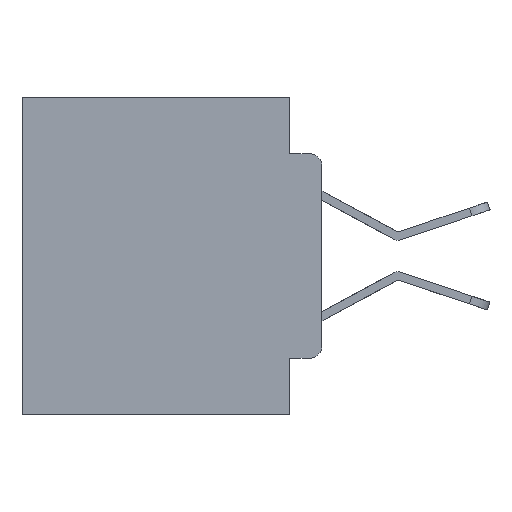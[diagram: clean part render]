
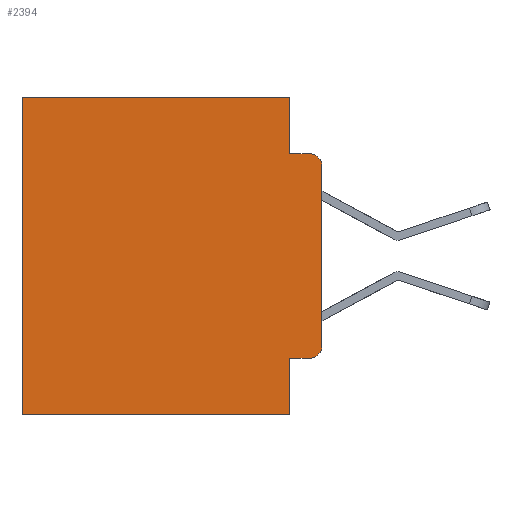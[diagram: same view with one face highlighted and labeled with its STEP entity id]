
A CAD part, left-side view. The second image highlights one B-rep face of the part: STEP entity #2394.
In plain terms, the highlighted planar face has unit normal (-1, 0, 0).
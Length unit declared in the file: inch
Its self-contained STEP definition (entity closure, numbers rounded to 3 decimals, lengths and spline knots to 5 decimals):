
#640 = EDGE_CURVE ( 'NONE', #1408, #3335, #3463, .T. ) ;
#933 = ORIENTED_EDGE ( 'NONE', *, *, #640, .F. ) ;
#976 = EDGE_CURVE ( 'NONE', #16397, #3335, #24522, .T. ) ;
#1256 = CARTESIAN_POINT ( 'NONE',  ( 0.298, 0., 0. ) ) ;
#1408 = VERTEX_POINT ( 'NONE', #18157 ) ;
#1616 = VERTEX_POINT ( 'NONE', #22041 ) ;
#2160 = EDGE_CURVE ( 'NONE', #17899, #1408, #13991, .T. ) ;
#2263 = CARTESIAN_POINT ( 'NONE',  ( 0.298, 0., 0. ) ) ;
#2324 = CARTESIAN_POINT ( 'NONE',  ( 0.298, 0., -0.1085 ) ) ;
#2382 = EDGE_CURVE ( 'NONE', #17883, #23097, #22969, .T. ) ;
#2394 = ADVANCED_FACE ( 'NONE', ( #5467 ), #13343, .F. ) ;
#2431 = EDGE_CURVE ( 'NONE', #14726, #24611, #4782, .T. ) ;
#2627 = EDGE_CURVE ( 'NONE', #14726, #1616, #14270, .T. ) ;
#2650 = VECTOR ( 'NONE', #10163, 39.37008 ) ;
#2705 = EDGE_CURVE ( 'NONE', #1616, #15305, #11667, .T. ) ;
#3062 = EDGE_CURVE ( 'NONE', #17899, #17883, #15191, .T. ) ;
#3070 = EDGE_CURVE ( 'NONE', #24611, #23097, #9058, .T. ) ;
#3241 = ORIENTED_EDGE ( 'NONE', *, *, #2382, .T. ) ;
#3321 = DIRECTION ( 'NONE',  ( 1., 0., 0. ) ) ;
#3335 = VERTEX_POINT ( 'NONE', #5142 ) ;
#3361 = DIRECTION ( 'NONE',  ( 0., 0., -1. ) ) ;
#3463 = LINE ( 'NONE', #4778, #13425 ) ;
#3528 = CARTESIAN_POINT ( 'NONE',  ( 0.298, 0., -0.3915 ) ) ;
#4028 = VECTOR ( 'NONE', #18386, 39.37008 ) ;
#4778 = CARTESIAN_POINT ( 'NONE',  ( 0.298, 0.051, -0.0885 ) ) ;
#4782 = LINE ( 'NONE', #16104, #20516 ) ;
#4826 = DIRECTION ( 'NONE',  ( 0., 0., -1. ) ) ;
#5142 = CARTESIAN_POINT ( 'NONE',  ( 0.298, 0.02, -0.0885 ) ) ;
#5467 = FACE_OUTER_BOUND ( 'NONE', #18211, .T. ) ;
#6073 = DIRECTION ( 'NONE',  ( -1., 0., 0. ) ) ;
#6106 = CARTESIAN_POINT ( 'NONE',  ( 0.298, 0.02, -0.3915 ) ) ;
#6307 = ORIENTED_EDGE ( 'NONE', *, *, #14055, .F. ) ;
#7198 = DIRECTION ( 'NONE',  ( 0., 0., -1. ) ) ;
#7305 = ORIENTED_EDGE ( 'NONE', *, *, #976, .T. ) ;
#7702 = ORIENTED_EDGE ( 'NONE', *, *, #2705, .T. ) ;
#8726 = ORIENTED_EDGE ( 'NONE', *, *, #2160, .F. ) ;
#9058 = LINE ( 'NONE', #16442, #19221 ) ;
#9411 = DIRECTION ( 'NONE',  ( -1., 0., 0. ) ) ;
#9619 = ORIENTED_EDGE ( 'NONE', *, *, #3070, .F. ) ;
#10163 = DIRECTION ( 'NONE',  ( 0., 0., -1. ) ) ;
#11667 = CIRCLE ( 'NONE', #21479, 0.02 ) ;
#11896 = CARTESIAN_POINT ( 'NONE',  ( 0.298, 0.473, -0.5 ) ) ;
#11925 = ORIENTED_EDGE ( 'NONE', *, *, #2431, .F. ) ;
#12040 = DIRECTION ( 'NONE',  ( 0., -1., 0. ) ) ;
#12119 = DIRECTION ( 'NONE',  ( 0., 0., -1. ) ) ;
#12408 = DIRECTION ( 'NONE',  ( 0., 0., -1. ) ) ;
#13343 = PLANE ( 'NONE',  #25853 ) ;
#13425 = VECTOR ( 'NONE', #19753, 39.37008 ) ;
#13649 = VECTOR ( 'NONE', #12119, 39.37008 ) ;
#13991 = LINE ( 'NONE', #23757, #2650 ) ;
#14055 = EDGE_CURVE ( 'NONE', #16397, #15305, #14913, .T. ) ;
#14194 = CARTESIAN_POINT ( 'NONE',  ( 0.298, 0.473, 0. ) ) ;
#14270 = LINE ( 'NONE', #20425, #18942 ) ;
#14414 = CARTESIAN_POINT ( 'NONE',  ( 0.298, 0., 0. ) ) ;
#14475 = ORIENTED_EDGE ( 'NONE', *, *, #3062, .T. ) ;
#14726 = VERTEX_POINT ( 'NONE', #16092 ) ;
#14913 = LINE ( 'NONE', #1256, #13649 ) ;
#15191 = LINE ( 'NONE', #2263, #4028 ) ;
#15305 = VERTEX_POINT ( 'NONE', #3528 ) ;
#15364 = CARTESIAN_POINT ( 'NONE',  ( 0.298, 0.02, -0.1085 ) ) ;
#15370 = CARTESIAN_POINT ( 'NONE',  ( 0.298, 0.051, 0. ) ) ;
#15658 = AXIS2_PLACEMENT_3D ( 'NONE', #15364, #9411, #22580 ) ;
#16092 = CARTESIAN_POINT ( 'NONE',  ( 0.298, 0.051, -0.4115 ) ) ;
#16104 = CARTESIAN_POINT ( 'NONE',  ( 0.298, 0.051, 0. ) ) ;
#16397 = VERTEX_POINT ( 'NONE', #2324 ) ;
#16442 = CARTESIAN_POINT ( 'NONE',  ( 0.298, 0., -0.5 ) ) ;
#17883 = VERTEX_POINT ( 'NONE', #19101 ) ;
#17899 = VERTEX_POINT ( 'NONE', #15370 ) ;
#18157 = CARTESIAN_POINT ( 'NONE',  ( 0.298, 0.051, -0.0885 ) ) ;
#18211 = EDGE_LOOP ( 'NONE', ( #6307, #7305, #933, #8726, #14475, #3241, #9619, #11925, #20748, #7702 ) ) ;
#18386 = DIRECTION ( 'NONE',  ( 0., 1., 0. ) ) ;
#18942 = VECTOR ( 'NONE', #12040, 39.37008 ) ;
#19063 = DIRECTION ( 'NONE',  ( 0., 1., 0. ) ) ;
#19101 = CARTESIAN_POINT ( 'NONE',  ( 0.298, 0.473, 0. ) ) ;
#19221 = VECTOR ( 'NONE', #19063, 39.37008 ) ;
#19753 = DIRECTION ( 'NONE',  ( 0., -1., 0. ) ) ;
#20425 = CARTESIAN_POINT ( 'NONE',  ( 0.298, 0.051, -0.4115 ) ) ;
#20516 = VECTOR ( 'NONE', #4826, 39.37008 ) ;
#20748 = ORIENTED_EDGE ( 'NONE', *, *, #2627, .T. ) ;
#20816 = CARTESIAN_POINT ( 'NONE',  ( 0.298, 0.051, -0.5 ) ) ;
#21479 = AXIS2_PLACEMENT_3D ( 'NONE', #6106, #6073, #7198 ) ;
#21728 = VECTOR ( 'NONE', #12408, 39.37008 ) ;
#22041 = CARTESIAN_POINT ( 'NONE',  ( 0.298, 0.02, -0.4115 ) ) ;
#22580 = DIRECTION ( 'NONE',  ( 0., 0., -1. ) ) ;
#22969 = LINE ( 'NONE', #14194, #21728 ) ;
#23097 = VERTEX_POINT ( 'NONE', #11896 ) ;
#23757 = CARTESIAN_POINT ( 'NONE',  ( 0.298, 0.051, 0. ) ) ;
#24522 = CIRCLE ( 'NONE', #15658, 0.02 ) ;
#24611 = VERTEX_POINT ( 'NONE', #20816 ) ;
#25853 = AXIS2_PLACEMENT_3D ( 'NONE', #14414, #3321, #3361 ) ;
